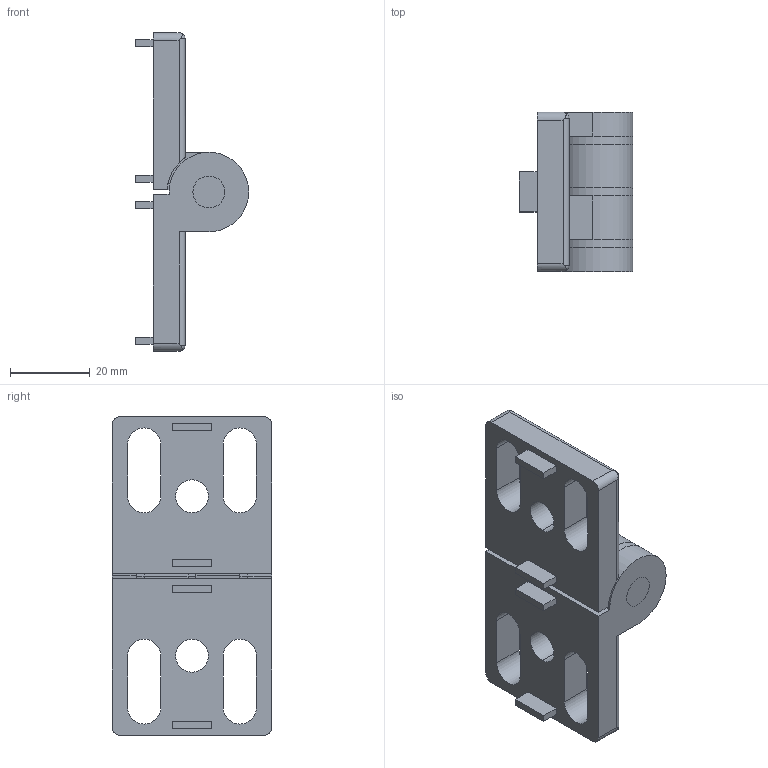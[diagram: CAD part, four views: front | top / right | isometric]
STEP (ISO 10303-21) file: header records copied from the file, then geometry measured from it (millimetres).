
FILE_DESCRIPTION((''),'2;1');
FILE_NAME('12110_TECAJ_ZA_45X45_ASM','2022-09-19T08:07:04',('PredragRovcanin'),('Audax d.o.o.'),'CREO PARAMETRIC BY PTC INC, 2020281','CREO PARAMETRIC BY PTC INC, 2020281','');
FILE_SCHEMA(('AP242_MANAGED_MODEL_BASED_3D_ENGINEERING_MIM_LF { 1 0 10303 442 1 1 4 }'));
Length unit declared in the file: millimetre
Products named in the file (4): 12110_TECAJ_ZA_45X45_A; 12110_TECAJ_ZA_45X45_B; 12110_TECAJ_ZA_45X45_C; 12110_TECAJ_ZA_45X45_ASM
Assembly tree (6 placements, depth 2):
  12110_TECAJ_ZA_45X45_ASM
    12110_TECAJ_ZA_45X45_A  x2
    12110_TECAJ_ZA_45X45_B
    12110_TECAJ_ZA_45X45_C  x3
Bounding box: 28.5 x 40 x 80 mm (x, y, z)
Volume: 30258.2 mm3; surface area: 17063.6 mm2
Topology: 6 solids, 6 shells, 118 faces, 347 edges, 282 vertices
Faces by surface type: plane 62, cylinder 52, sphere 4
Entity records: 3901 total; most frequent: CARTESIAN_POINT 432, DIRECTION 416, COLOUR_RGB 322, ORIENTED_EDGE 296, PRESENTATION_STYLE_ASSIGNMENT 205, STYLED_ITEM 205, CURVE_STYLE 202, AXIS2_PLACEMENT_3D 148
